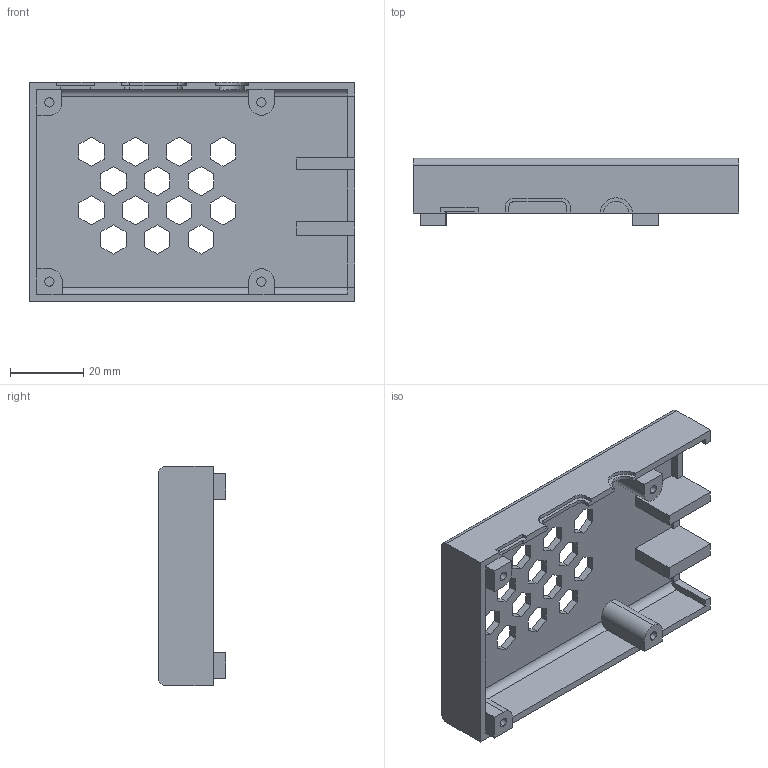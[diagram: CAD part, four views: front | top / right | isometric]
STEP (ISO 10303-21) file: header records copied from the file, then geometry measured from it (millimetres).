
FILE_DESCRIPTION (( 'STEP AP203' ), '1' );
FILE_NAME ('top.STEP', '2018-08-14T02:35:55', ( 'MAN-C-30610' ), ( '' ), 'SwSTEP 2.0', 'SolidWorks 2012', '' );
FILE_SCHEMA (( 'CONFIG_CONTROL_DESIGN' ));
Length unit declared in the file: millimetre
Products named in the file (1): top
Bounding box: 89 x 18.4 x 60 mm (x, y, z)
Volume: 19916 mm3; surface area: 18462.4 mm2
Topology: 1 solids, 1 shells, 177 faces, 505 edges, 334 vertices
Faces by surface type: plane 152, cylinder 25
Entity records: 5818 total; most frequent: CARTESIAN_POINT 1017, ORIENTED_EDGE 1010, DIRECTION 911, EDGE_CURVE 505, LINE 455, VECTOR 455, VERTEX_POINT 334, AXIS2_PLACEMENT_3D 228
